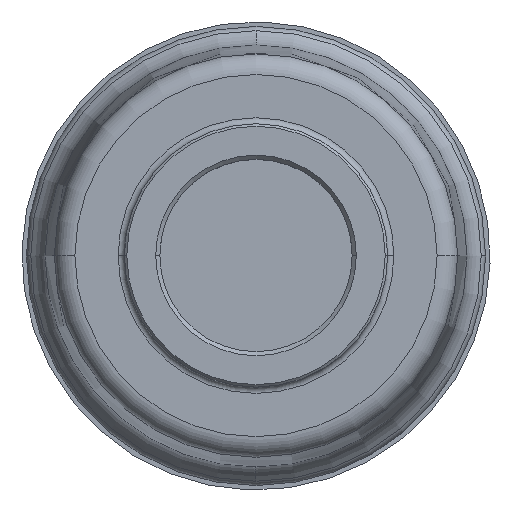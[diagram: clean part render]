
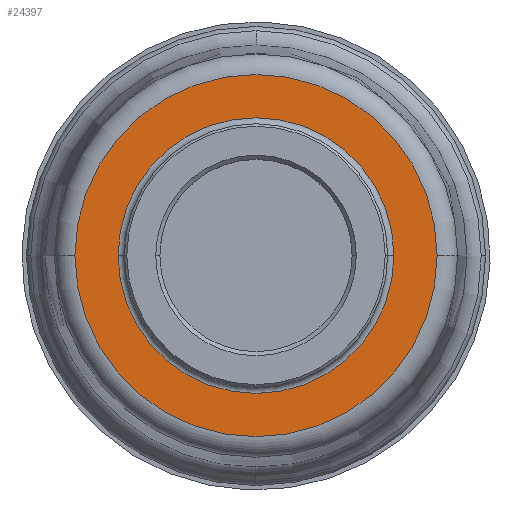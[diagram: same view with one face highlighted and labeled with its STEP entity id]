
A CAD part, top view. The second image highlights one B-rep face of the part: STEP entity #24397.
In plain terms, the highlighted planar face has unit normal (0, 0, 1).
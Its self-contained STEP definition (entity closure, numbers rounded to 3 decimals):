
#312 = CARTESIAN_POINT ( 'NONE',  ( 0., 0., 38. ) ) ;
#531 = DIRECTION ( 'NONE',  ( 0., 0., 1. ) ) ;
#1064 = CARTESIAN_POINT ( 'NONE',  ( 16.75, 0., 38. ) ) ;
#1114 = ORIENTED_EDGE ( 'NONE', *, *, #7806, .F. ) ;
#2431 = DIRECTION ( 'NONE',  ( -1., 0., 0. ) ) ;
#2778 = ORIENTED_EDGE ( 'NONE', *, *, #19429, .F. ) ;
#3414 = CIRCLE ( 'NONE', #24613, 16.75 ) ;
#5571 = CARTESIAN_POINT ( 'NONE',  ( -16.75, 0., 38. ) ) ;
#5649 = DIRECTION ( 'NONE',  ( 0., 0., -1. ) ) ;
#6742 = EDGE_CURVE ( 'NONE', #18924, #8276, #3414, .T. ) ;
#6865 = EDGE_LOOP ( 'NONE', ( #11925, #2778 ) ) ;
#6953 = EDGE_CURVE ( 'NONE', #6973, #20569, #21092, .T. ) ;
#6973 = VERTEX_POINT ( 'NONE', #22542 ) ;
#7806 = EDGE_CURVE ( 'NONE', #8276, #18924, #19418, .T. ) ;
#8057 = CARTESIAN_POINT ( 'NONE',  ( 0., 0., 38. ) ) ;
#8276 = VERTEX_POINT ( 'NONE', #1064 ) ;
#9373 = AXIS2_PLACEMENT_3D ( 'NONE', #8057, #22755, #10184 ) ;
#9927 = FACE_OUTER_BOUND ( 'NONE', #6865, .T. ) ;
#10048 = CARTESIAN_POINT ( 'NONE',  ( 0., 0., 38. ) ) ;
#10135 = CARTESIAN_POINT ( 'NONE',  ( -22.009, 0., 38. ) ) ;
#10184 = DIRECTION ( 'NONE',  ( -1., 0., 0. ) ) ;
#11925 = ORIENTED_EDGE ( 'NONE', *, *, #6953, .F. ) ;
#12164 = DIRECTION ( 'NONE',  ( -0.176, 0.984, 0. ) ) ;
#12667 = CIRCLE ( 'NONE', #16551, 22.009 ) ;
#13108 = PLANE ( 'NONE',  #24047 ) ;
#14955 = DIRECTION ( 'NONE',  ( 0., 0., 1. ) ) ;
#15191 = DIRECTION ( 'NONE',  ( 1., 0., 0. ) ) ;
#16551 = AXIS2_PLACEMENT_3D ( 'NONE', #18197, #5649, #20300 ) ;
#17233 = CARTESIAN_POINT ( 'NONE',  ( 18.035, 0., 38. ) ) ;
#18197 = CARTESIAN_POINT ( 'NONE',  ( 0., 0., 38. ) ) ;
#18516 = ORIENTED_EDGE ( 'NONE', *, *, #6742, .F. ) ;
#18924 = VERTEX_POINT ( 'NONE', #5571 ) ;
#19418 = CIRCLE ( 'NONE', #9373, 16.75 ) ;
#19429 = EDGE_CURVE ( 'NONE', #20569, #6973, #12667, .T. ) ;
#20300 = DIRECTION ( 'NONE',  ( -0.176, 0.984, 0. ) ) ;
#20569 = VERTEX_POINT ( 'NONE', #10135 ) ;
#21092 = CIRCLE ( 'NONE', #24092, 22.009 ) ;
#21096 = FACE_BOUND ( 'NONE', #22133, .T. ) ;
#22133 = EDGE_LOOP ( 'NONE', ( #18516, #1114 ) ) ;
#22542 = CARTESIAN_POINT ( 'NONE',  ( 22.009, 0., 38. ) ) ;
#22755 = DIRECTION ( 'NONE',  ( 0., 0., 1. ) ) ;
#24047 = AXIS2_PLACEMENT_3D ( 'NONE', #17233, #531, #15191 ) ;
#24092 = AXIS2_PLACEMENT_3D ( 'NONE', #10048, #24704, #12164 ) ;
#24397 = ADVANCED_FACE ( 'NONE', ( #9927, #21096 ), #13108, .T. ) ;
#24613 = AXIS2_PLACEMENT_3D ( 'NONE', #312, #14955, #2431 ) ;
#24704 = DIRECTION ( 'NONE',  ( 0., 0., -1. ) ) ;
